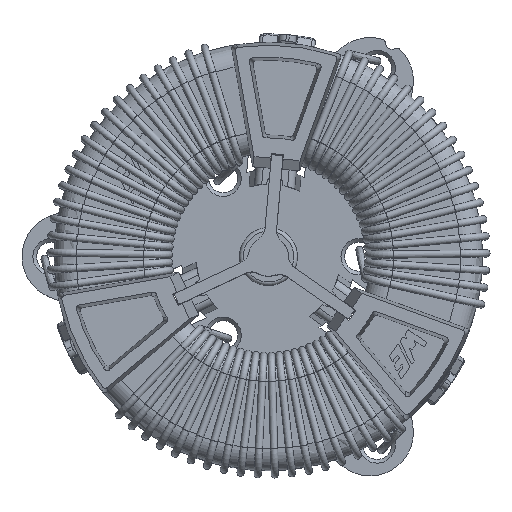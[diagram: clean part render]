
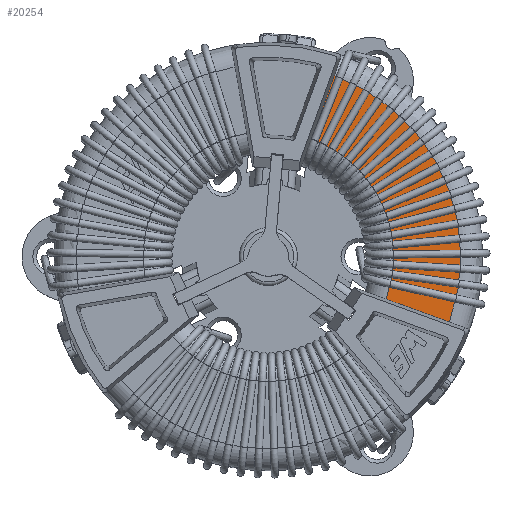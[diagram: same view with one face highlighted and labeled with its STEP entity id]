
A CAD part, top view. The second image highlights one B-rep face of the part: STEP entity #20254.
In plain terms, the highlighted face is planar.
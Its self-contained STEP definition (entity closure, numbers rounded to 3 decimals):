
#1598=CIRCLE('',#27563,26.55);
#1600=CIRCLE('',#27566,17.25);
#3700=ORIENTED_EDGE('',*,*,#8887,.F.);
#3701=ORIENTED_EDGE('',*,*,#8884,.F.);
#3702=ORIENTED_EDGE('',*,*,#8888,.F.);
#3703=ORIENTED_EDGE('',*,*,#8889,.F.);
#8884=EDGE_CURVE('',#11189,#11190,#1598,.T.);
#8887=EDGE_CURVE('',#11190,#11517,#13467,.T.);
#8888=EDGE_CURVE('',#11518,#11189,#13468,.T.);
#8889=EDGE_CURVE('',#11517,#11518,#1600,.T.);
#11189=VERTEX_POINT('',#36401);
#11190=VERTEX_POINT('',#36405);
#11517=VERTEX_POINT('',#37644);
#11518=VERTEX_POINT('',#37646);
#13467=LINE('',#37643,#14794);
#13468=LINE('',#37645,#14795);
#14794=VECTOR('',#30898,1000.);
#14795=VECTOR('',#30899,1000.);
#15935=EDGE_LOOP('',(#3700,#3701,#3702,#3703));
#17879=FACE_BOUND('',#15935,.T.);
#19702=PLANE('',#27565);
#20254=ADVANCED_FACE('',(#17879),#19702,.F.);
#27563=AXIS2_PLACEMENT_3D('',#37628,#30892,#30893);
#27565=AXIS2_PLACEMENT_3D('',#37642,#30896,#30897);
#27566=AXIS2_PLACEMENT_3D('',#37647,#30900,#30901);
#30892=DIRECTION('',(0.,-1.,0.));
#30893=DIRECTION('',(0.342,0.,-0.94));
#30896=DIRECTION('',(0.,-1.,0.));
#30897=DIRECTION('',(0.819,0.,0.574));
#30898=DIRECTION('',(-0.94,0.,-0.342));
#30899=DIRECTION('',(0.342,0.,-0.94));
#30900=DIRECTION('',(0.,1.,0.));
#30901=DIRECTION('',(0.94,0.,0.342));
#36401=CARTESIAN_POINT('',(9.081,27.5,-24.949));
#36405=CARTESIAN_POINT('',(24.949,27.5,9.081));
#37628=CARTESIAN_POINT('',(0.,27.5,0.));
#37642=CARTESIAN_POINT('',(0.,27.5,0.));
#37643=CARTESIAN_POINT('',(24.949,27.5,9.081));
#37644=CARTESIAN_POINT('',(16.21,27.5,5.9));
#37645=CARTESIAN_POINT('',(5.9,27.5,-16.21));
#37646=CARTESIAN_POINT('',(5.9,27.5,-16.21));
#37647=CARTESIAN_POINT('',(0.,27.5,0.));
